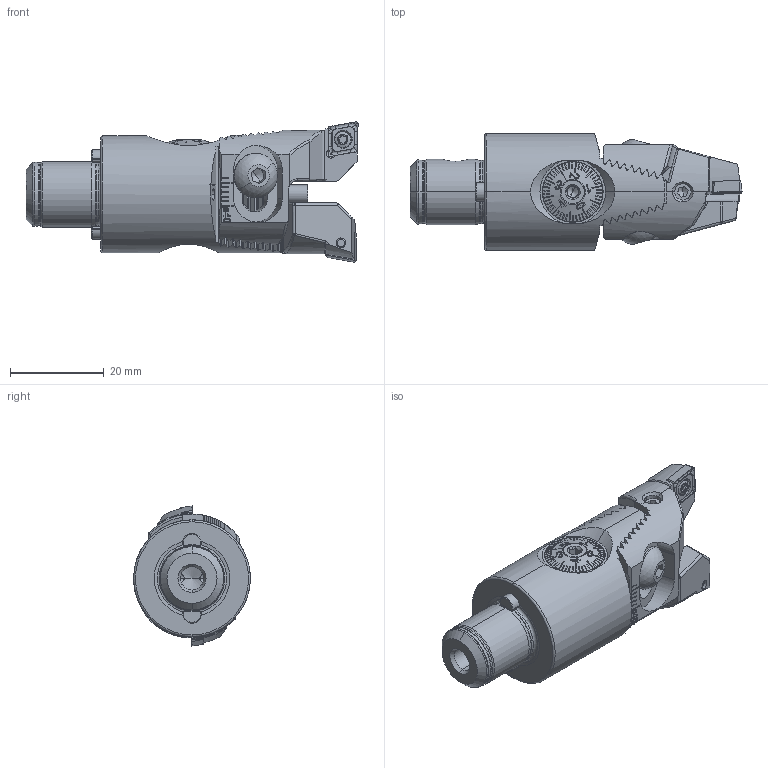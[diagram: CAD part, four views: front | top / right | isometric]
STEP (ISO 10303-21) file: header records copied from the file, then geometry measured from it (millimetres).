
FILE_DESCRIPTION (( 'STEP AP203' ), '1' );
FILE_NAME ('ST2-ZC2.K23.055.STEP', '2017-11-15T07:07:39', ( 'SWIAdmin' ), ( 'Hewlett-Packard Company' ), 'SwSTEP 2.0', 'SolidWorks 2017', '' );
FILE_SCHEMA (( 'CONFIG_CONTROL_DESIGN' ));
Length unit declared in the file: millimetre
Products named in the file (24): ZC2-xxx.001.016_A_versetzt Combi; ST2-ZC2.K23.055_A; DIN 3771 - 11x1; Z25-ER3.001.010_A; Z25-ER1.002.012_A; F25-BG2.008.009_A; ISO 4028 - M3 x 5_M3x6; Z25-ER1.003.012_A_gespannt; F25-BG1.009.006_A; ZC2-WCA.010.016_versetzt Combi; Z25-ER1.001.012; ZC2-BG1.013.016; ZC2-BG1.013.016_A; Z20-ER2.001.013_A; ZC2-BG3.005.015_A_ZC2; WCA-ER2.001.006_A; ZCx-BG2.00x.0xx_A_ZC2; F25-BG2.010.011_A; CCMT060204; ST2-ER2.001.006_A; F25-BG2.013.003_A; ZC2-xxx.001.016_A; ST2-ZC2.K23.055; F25-BG2.013.004_A
Assembly tree (27 placements, depth 3):
  ST2-ZC2.K23.055
    ST2-ZC2.K23.055_A
    Z25-ER1.001.012  x2
      Z25-ER1.002.012_A
      Z25-ER1.003.012_A_gespannt
    Z20-ER2.001.013_A
    ZC2-WCA.010.016_versetzt Combi
      WCA-ER2.001.006_A  x2
      CCMT060204  x2
      ZC2-xxx.001.016_A
      ZC2-xxx.001.016_A_versetzt Combi
      Z25-ER3.001.010_A
      ISO 4028 - M3 x 5_M3x6
    ZC2-BG1.013.016
      ZC2-BG1.013.016_A
      F25-BG2.010.011_A
      F25-BG2.013.003_A
      F25-BG2.013.004_A
      DIN 3771 - 11x1
      F25-BG2.008.009_A
      F25-BG1.009.006_A
    ZC2-BG3.005.015_A_ZC2
    ZCx-BG2.00x.0xx_A_ZC2
    ST2-ER2.001.006_A  x2
Bounding box: 71 x 25 x 30 mm (x, y, z)
Volume: 21377.6 mm3; surface area: 16159.6 mm2
Topology: 25 solids, 25 shells, 1519 faces, 4020 edges, 2541 vertices
Faces by surface type: plane 736, cylinder 315, cone 253, bspline 127, torus 70, sphere 18
Entity records: 52753 total; most frequent: CARTESIAN_POINT 18471, ORIENTED_EDGE 7354, DIRECTION 5703, EDGE_CURVE 3677, VERTEX_POINT 2355, AXIS2_PLACEMENT_3D 2053, LINE 1597, VECTOR 1597
